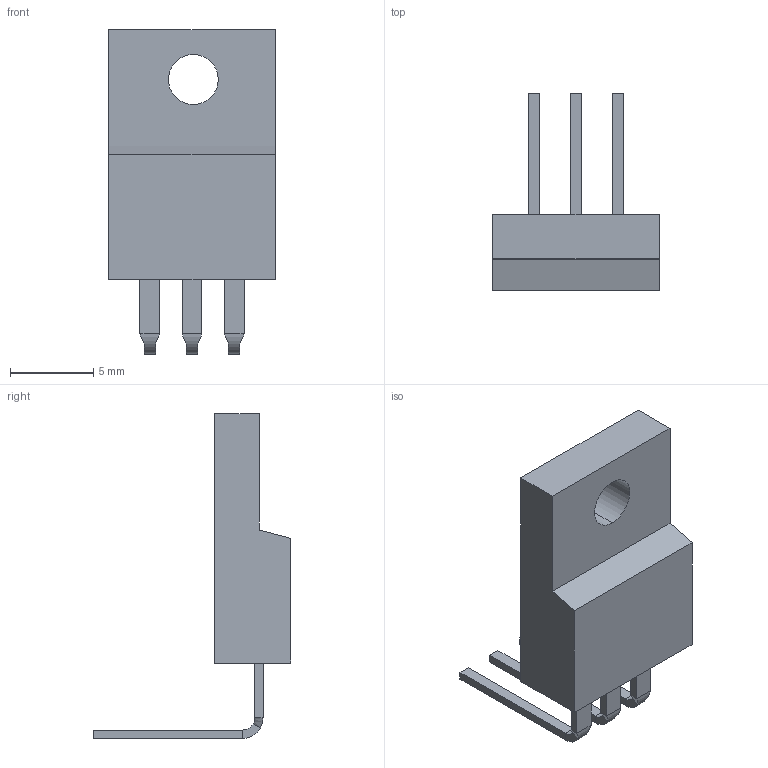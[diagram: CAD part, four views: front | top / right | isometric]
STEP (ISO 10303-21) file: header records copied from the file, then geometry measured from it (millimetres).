
FILE_DESCRIPTION (( 'STEP AP214' ), '1' );
FILE_NAME ('7805_90.STEP', '2022-12-15T23:39:52', ( '' ), ( '' ), 'SwSTEP 2.0', 'SolidWorks 2022', '' );
FILE_SCHEMA (( 'AUTOMOTIVE_DESIGN' ));
Length unit declared in the file: millimetre
Products named in the file (1): 7805_90
Bounding box: 10 x 11.85 x 19.53 mm (x, y, z)
Volume: 551.4 mm3; surface area: 640.2 mm2
Topology: 2 solids, 2 shells, 60 faces, 144 edges, 88 vertices
Faces by surface type: plane 46, cylinder 8, bspline 6
Entity records: 1868 total; most frequent: CARTESIAN_POINT 389, ORIENTED_EDGE 288, DIRECTION 246, EDGE_CURVE 144, VECTOR 104, LINE 104, VERTEX_POINT 88, AXIS2_PLACEMENT_3D 71
